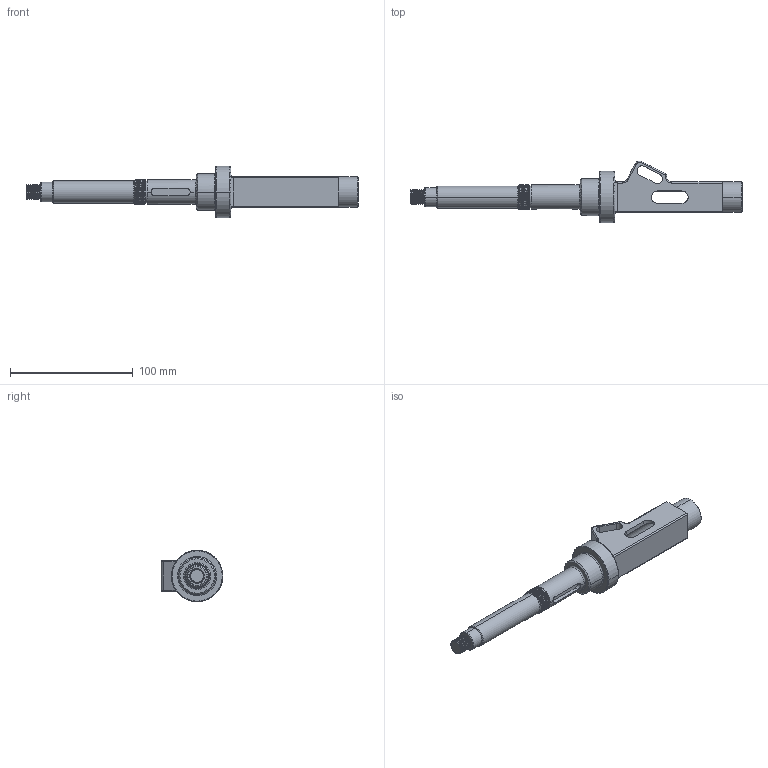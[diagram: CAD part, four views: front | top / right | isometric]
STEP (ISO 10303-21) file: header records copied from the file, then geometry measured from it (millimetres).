
FILE_DESCRIPTION (( 'STEP AP203' ), '1' );
FILE_NAME ('arbre-moteur-2007.STEP', '2024-04-22T07:40:26', ( '' ), ( '' ), 'SwSTEP 2.0', 'SolidWorks 2023', '' );
FILE_SCHEMA (( 'CONFIG_CONTROL_DESIGN' ));
Length unit declared in the file: millimetre
Products named in the file (1): arbre-moteur-2007
Bounding box: 271 x 50.36 x 42 mm (x, y, z)
Volume: 100486.8 mm3; surface area: 31436 mm2
Topology: 1 solids, 1 shells, 161 faces, 417 edges, 262 vertices
Faces by surface type: cylinder 85, plane 37, bspline 18, cone 15, torus 6
Entity records: 8833 total; most frequent: CARTESIAN_POINT 5149, ORIENTED_EDGE 830, DIRECTION 695, EDGE_CURVE 415, AXIS2_PLACEMENT_3D 268, VERTEX_POINT 262, EDGE_LOOP 173, ADVANCED_FACE 161
